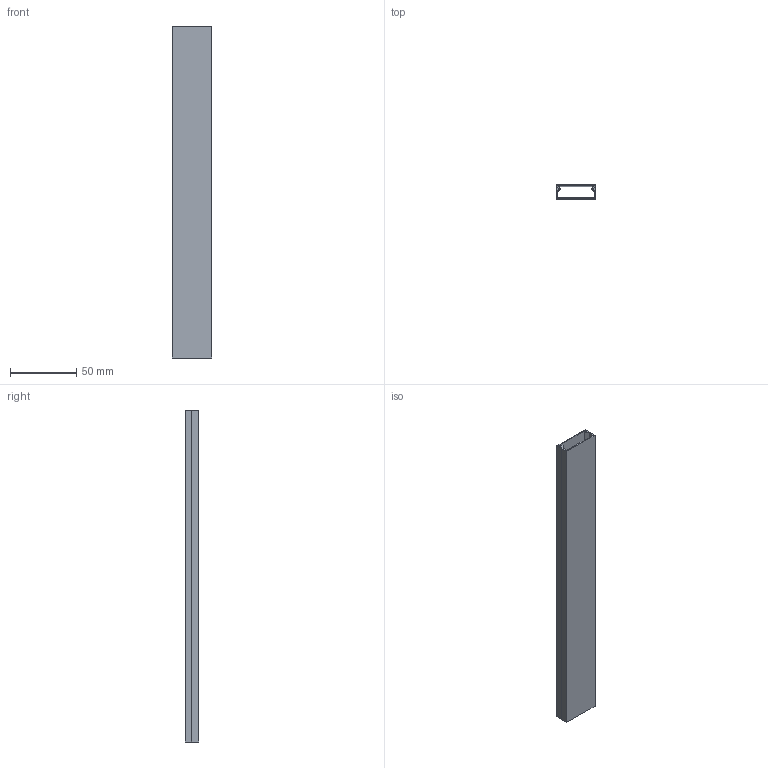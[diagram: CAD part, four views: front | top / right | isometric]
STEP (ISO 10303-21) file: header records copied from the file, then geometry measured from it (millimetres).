
FILE_DESCRIPTION (( 'STEP AP214' ), '1' );
FILE_NAME ('6150780.stp', '2016-10-04T06:45:52', ( '' ), ( '' ), 'SwSTEP 2.0', 'SolidWorks 2016', '' );
FILE_SCHEMA (( 'AUTOMOTIVE_DESIGN' ));
Length unit declared in the file: millimetre
Products named in the file (3): Unterteil_10030; Oberteil; 6150780
Assembly tree (2 placements, depth 2):
  6150780
    Oberteil
    Unterteil_10030
Bounding box: 30 x 10.5 x 250 mm (x, y, z)
Volume: 21274.9 mm3; surface area: 45864.4 mm2
Topology: 2 solids, 2 shells, 31 faces, 81 edges, 54 vertices
Faces by surface type: plane 30, cylinder 1
Entity records: 1388 total; most frequent: CARTESIAN_POINT 171, ORIENTED_EDGE 162, DIRECTION 155, EDGE_CURVE 81, VECTOR 79, LINE 79, VERTEX_POINT 54, AXIS2_PLACEMENT_3D 38
